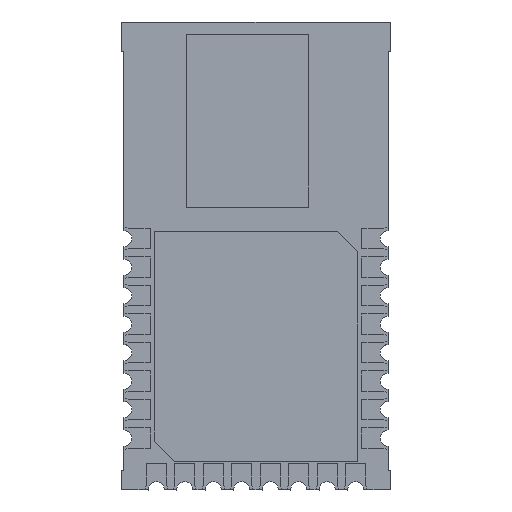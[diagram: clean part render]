
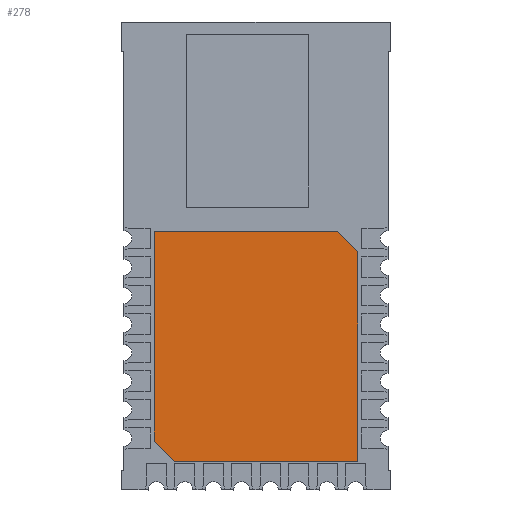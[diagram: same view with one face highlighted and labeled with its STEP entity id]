
A CAD part, top view. The second image highlights one B-rep face of the part: STEP entity #278.
In plain terms, the highlighted planar face has unit normal (0, 0, 1).
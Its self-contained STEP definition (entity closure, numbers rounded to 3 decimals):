
#174 = VERTEX_POINT('',#175);
#175 = CARTESIAN_POINT('',(-5.,2.4,4.));
#181 = EDGE_CURVE('',#174,#182,#184,.T.);
#182 = VERTEX_POINT('',#183);
#183 = CARTESIAN_POINT('',(-5.,12.7,4.));
#184 = LINE('',#185,#186);
#185 = CARTESIAN_POINT('',(-5.,2.4,4.));
#186 = VECTOR('',#187,1.);
#187 = DIRECTION('',(0.,1.,0.));
#214 = VERTEX_POINT('',#215);
#215 = CARTESIAN_POINT('',(-4.,1.4,4.));
#221 = EDGE_CURVE('',#214,#174,#222,.T.);
#222 = LINE('',#223,#224);
#223 = CARTESIAN_POINT('',(-4.,1.4,4.));
#224 = VECTOR('',#225,1.);
#225 = DIRECTION('',(-0.707,0.707,0.));
#278 = ADVANCED_FACE('',(#279),#313,.T.);
#279 = FACE_BOUND('',#280,.F.);
#280 = EDGE_LOOP('',(#281,#282,#290,#298,#306,#312));
#281 = ORIENTED_EDGE('',*,*,#181,.T.);
#282 = ORIENTED_EDGE('',*,*,#283,.T.);
#283 = EDGE_CURVE('',#182,#284,#286,.T.);
#284 = VERTEX_POINT('',#285);
#285 = CARTESIAN_POINT('',(4.,12.7,4.));
#286 = LINE('',#287,#288);
#287 = CARTESIAN_POINT('',(-5.,12.7,4.));
#288 = VECTOR('',#289,1.);
#289 = DIRECTION('',(1.,0.,0.));
#290 = ORIENTED_EDGE('',*,*,#291,.T.);
#291 = EDGE_CURVE('',#284,#292,#294,.T.);
#292 = VERTEX_POINT('',#293);
#293 = CARTESIAN_POINT('',(5.,11.7,4.));
#294 = LINE('',#295,#296);
#295 = CARTESIAN_POINT('',(4.,12.7,4.));
#296 = VECTOR('',#297,1.);
#297 = DIRECTION('',(0.707,-0.707,0.));
#298 = ORIENTED_EDGE('',*,*,#299,.T.);
#299 = EDGE_CURVE('',#292,#300,#302,.T.);
#300 = VERTEX_POINT('',#301);
#301 = CARTESIAN_POINT('',(5.,1.4,4.));
#302 = LINE('',#303,#304);
#303 = CARTESIAN_POINT('',(5.,11.7,4.));
#304 = VECTOR('',#305,1.);
#305 = DIRECTION('',(0.,-1.,0.));
#306 = ORIENTED_EDGE('',*,*,#307,.T.);
#307 = EDGE_CURVE('',#300,#214,#308,.T.);
#308 = LINE('',#309,#310);
#309 = CARTESIAN_POINT('',(5.,1.4,4.));
#310 = VECTOR('',#311,1.);
#311 = DIRECTION('',(-1.,0.,0.));
#312 = ORIENTED_EDGE('',*,*,#221,.T.);
#313 = PLANE('',#314);
#314 = AXIS2_PLACEMENT_3D('',#315,#316,#317);
#315 = CARTESIAN_POINT('',(0.,7.05,4.));
#316 = DIRECTION('',(0.,0.,1.));
#317 = DIRECTION('',(1.,0.,0.));
